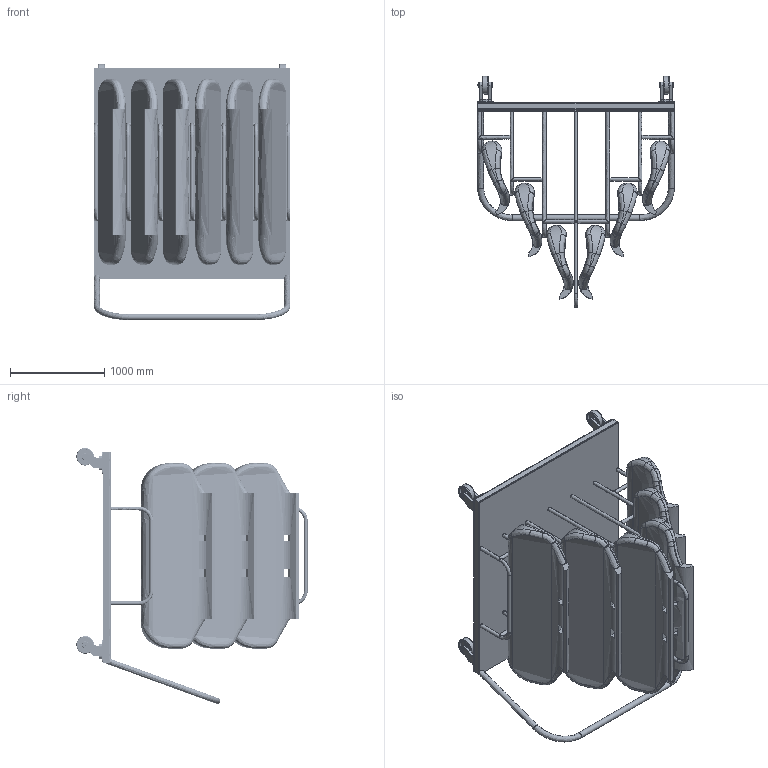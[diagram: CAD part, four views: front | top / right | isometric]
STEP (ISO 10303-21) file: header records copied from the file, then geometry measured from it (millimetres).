
FILE_DESCRIPTION(('FreeCAD Model'),'2;1');
FILE_NAME('Open CASCADE Shape Model','2025-05-04T13:41:18',('FreeCAD'),( 'FreeCAD'),'Open CASCADE STEP processor 7.6','FreeCAD','Unknown');
FILE_SCHEMA(('AUTOMOTIVE_DESIGN { 1 0 10303 214 1 1 1 1 }'));
Products named in the file (1): Open CASCADE STEP translator 7.6 1
Bounding box: 2084.2 x 2452.17 x 2714.76 mm (x, y, z)
Volume: 1147817570.6 mm3; surface area: 43958383.3 mm2
Topology: 88 solids, 88 shells, 1014 faces, 2472 edges, 1636 vertices
Faces by surface type: bspline 1014
Entity records: 67236 total; most frequent: CARTESIAN_POINT 52787, ORIENTED_EDGE 4896, EDGE_CURVE 2448, VERTEX_POINT 1636, FACE_BOUND 1258, EDGE_LOOP 1258, B_SPLINE_CURVE_WITH_KNOTS 1178, ADVANCED_FACE 1014
